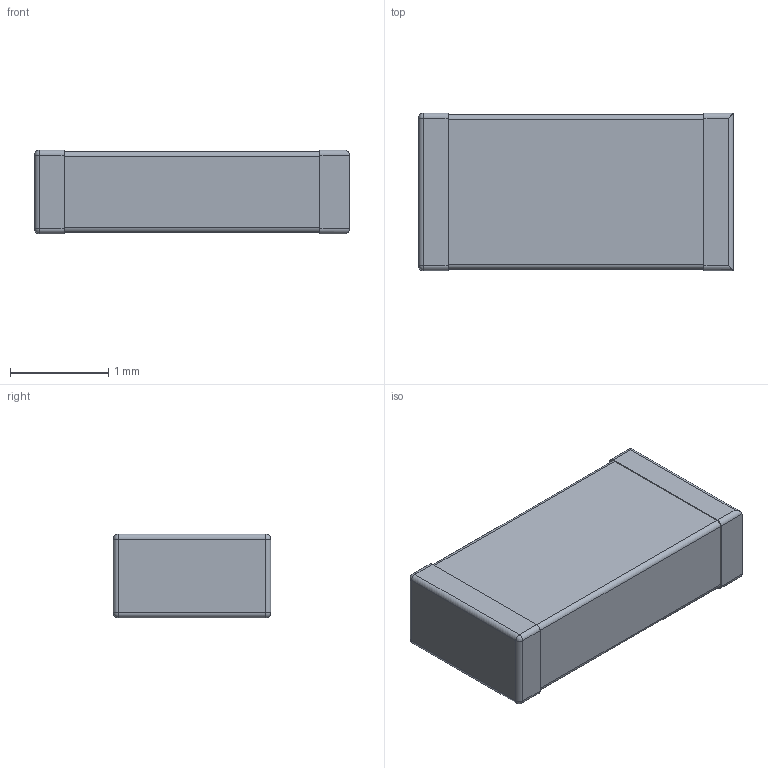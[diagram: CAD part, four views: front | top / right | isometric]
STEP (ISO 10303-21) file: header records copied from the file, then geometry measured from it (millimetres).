
FILE_DESCRIPTION( ( '' ), ' ' );
FILE_NAME( '5bb8efb8384ed714157f5e38.step', '2018-10-06T17:24:08', ( '' ), ( '' ), ' ', ' ', ' ' );
FILE_SCHEMA( ( 'AUTOMOTIVE_DESIGN { 1 0 10303 214 1 1 1 1 }' ) );
Length unit declared in the file: metre
Products named in the file (3): Part 3; Part 2; Part 1
Bounding box: 3.2 x 1.6 x 0.85 mm (x, y, z)
Surface area: 24.3 mm2
Topology: 3 solids, 3 shells, 40 faces, 90 edges, 52 vertices
Faces by surface type: cylinder 18, plane 18, sphere 4
Entity records: 1430 total; most frequent: DIRECTION 204, CARTESIAN_POINT 181, ORIENTED_EDGE 172, EDGE_CURVE 86, AXIS2_PLACEMENT_3D 75, LINE 54, VECTOR 54, VERTEX_POINT 52
